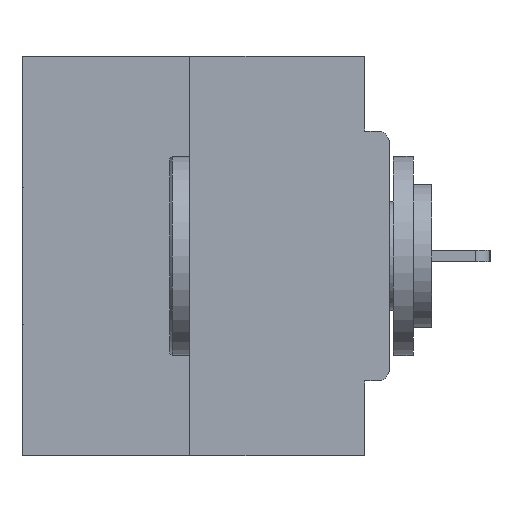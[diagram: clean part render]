
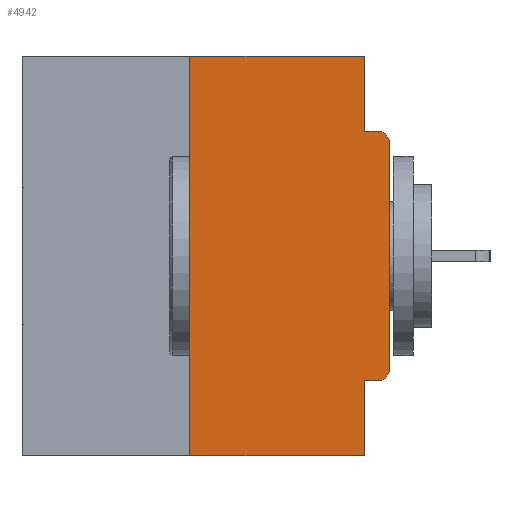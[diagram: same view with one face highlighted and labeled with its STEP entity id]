
A CAD part, left-side view. The second image highlights one B-rep face of the part: STEP entity #4942.
In plain terms, the highlighted planar face has unit normal (-1, 0, 0).
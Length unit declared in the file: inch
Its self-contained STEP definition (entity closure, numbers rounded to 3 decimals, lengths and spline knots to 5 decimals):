
#1732 = DIRECTION ( 'NONE',  ( 0., 0., -1. ) ) ;
#2504 = VECTOR ( 'NONE', #7324, 39.37008 ) ;
#2917 = EDGE_CURVE ( 'NONE', #9548, #4963, #5695, .T. ) ;
#3687 = DIRECTION ( 'NONE',  ( 1., 0., 0. ) ) ;
#3961 = CARTESIAN_POINT ( 'NONE',  ( 0., 0.015, -0.4065 ) ) ;
#4203 = DIRECTION ( 'NONE',  ( 0., 0., -1. ) ) ;
#4366 = ORIENTED_EDGE ( 'NONE', *, *, #5089, .F. ) ;
#4787 = EDGE_CURVE ( 'NONE', #24062, #26887, #28859, .T. ) ;
#4815 = DIRECTION ( 'NONE',  ( 0., 0., 1. ) ) ;
#4942 = ADVANCED_FACE ( 'NONE', ( #12202 ), #6990, .F. ) ;
#4963 = VERTEX_POINT ( 'NONE', #24831 ) ;
#5089 = EDGE_CURVE ( 'NONE', #4963, #11407, #28990, .T. ) ;
#5255 = CIRCLE ( 'NONE', #21436, 0.015 ) ;
#5299 = ORIENTED_EDGE ( 'NONE', *, *, #7573, .F. ) ;
#5515 = VECTOR ( 'NONE', #1732, 39.37008 ) ;
#5695 = LINE ( 'NONE', #7773, #28374 ) ;
#6494 = CARTESIAN_POINT ( 'NONE',  ( 0., 0.031, 0. ) ) ;
#6650 = CARTESIAN_POINT ( 'NONE',  ( 0., 0.46, 0. ) ) ;
#6990 = PLANE ( 'NONE',  #16470 ) ;
#7129 = DIRECTION ( 'NONE',  ( 0., 0., -1. ) ) ;
#7324 = DIRECTION ( 'NONE',  ( 0., 0., -1. ) ) ;
#7516 = ORIENTED_EDGE ( 'NONE', *, *, #17928, .T. ) ;
#7573 = EDGE_CURVE ( 'NONE', #32926, #13247, #31470, .T. ) ;
#7773 = CARTESIAN_POINT ( 'NONE',  ( 0., 0., -0.4065 ) ) ;
#7845 = DIRECTION ( 'NONE',  ( 0., -1., 0. ) ) ;
#7860 = ORIENTED_EDGE ( 'NONE', *, *, #27314, .T. ) ;
#8242 = CARTESIAN_POINT ( 'NONE',  ( 0., 0.015, -0.3915 ) ) ;
#8621 = VECTOR ( 'NONE', #7845, 39.37008 ) ;
#9057 = DIRECTION ( 'NONE',  ( 0., 0., -1. ) ) ;
#9292 = CARTESIAN_POINT ( 'NONE',  ( 0., 0.25, -0.5 ) ) ;
#9548 = VERTEX_POINT ( 'NONE', #3961 ) ;
#9988 = DIRECTION ( 'NONE',  ( 0., -1., 0. ) ) ;
#11407 = VERTEX_POINT ( 'NONE', #34165 ) ;
#11836 = DIRECTION ( 'NONE',  ( -1., 0., 0. ) ) ;
#12202 = FACE_OUTER_BOUND ( 'NONE', #32607, .T. ) ;
#12416 = CARTESIAN_POINT ( 'NONE',  ( 0., 0.25, 0. ) ) ;
#12637 = ORIENTED_EDGE ( 'NONE', *, *, #27543, .T. ) ;
#13247 = VERTEX_POINT ( 'NONE', #21472 ) ;
#15039 = CARTESIAN_POINT ( 'NONE',  ( 0., 0., -0.1085 ) ) ;
#15071 = ORIENTED_EDGE ( 'NONE', *, *, #4787, .F. ) ;
#15688 = EDGE_CURVE ( 'NONE', #26887, #19559, #17167, .T. ) ;
#15709 = ORIENTED_EDGE ( 'NONE', *, *, #2917, .F. ) ;
#15810 = DIRECTION ( 'NONE',  ( 0., 1., 0. ) ) ;
#16470 = AXIS2_PLACEMENT_3D ( 'NONE', #6650, #3687, #4203 ) ;
#17167 = LINE ( 'NONE', #19971, #24224 ) ;
#17254 = CARTESIAN_POINT ( 'NONE',  ( 0., 0.015, -0.1085 ) ) ;
#17859 = DIRECTION ( 'NONE',  ( 0., -1., 0. ) ) ;
#17928 = EDGE_CURVE ( 'NONE', #9548, #27688, #20907, .T. ) ;
#18642 = VECTOR ( 'NONE', #26588, 39.37008 ) ;
#19559 = VERTEX_POINT ( 'NONE', #26568 ) ;
#19971 = CARTESIAN_POINT ( 'NONE',  ( 0., 0.46, 0. ) ) ;
#20057 = DIRECTION ( 'NONE',  ( -1., 0., 0. ) ) ;
#20780 = CARTESIAN_POINT ( 'NONE',  ( 0., 0.031, -0.5 ) ) ;
#20858 = VECTOR ( 'NONE', #9988, 39.37008 ) ;
#20907 = CIRCLE ( 'NONE', #26491, 0.015 ) ;
#21060 = EDGE_CURVE ( 'NONE', #19559, #32926, #33747, .T. ) ;
#21436 = AXIS2_PLACEMENT_3D ( 'NONE', #17254, #20057, #7129 ) ;
#21472 = CARTESIAN_POINT ( 'NONE',  ( 0., 0.015, -0.0935 ) ) ;
#22971 = LINE ( 'NONE', #31382, #29368 ) ;
#23298 = LINE ( 'NONE', #33977, #20858 ) ;
#23425 = CARTESIAN_POINT ( 'NONE',  ( 0., 0., -0.0935 ) ) ;
#24062 = VERTEX_POINT ( 'NONE', #9292 ) ;
#24224 = VECTOR ( 'NONE', #17859, 39.37008 ) ;
#24831 = CARTESIAN_POINT ( 'NONE',  ( 0., 0.031, -0.4065 ) ) ;
#25182 = ORIENTED_EDGE ( 'NONE', *, *, #15688, .F. ) ;
#25381 = CARTESIAN_POINT ( 'NONE',  ( 0., 0.031, -0.0935 ) ) ;
#26173 = CARTESIAN_POINT ( 'NONE',  ( 0., 0., -0.3915 ) ) ;
#26491 = AXIS2_PLACEMENT_3D ( 'NONE', #8242, #11836, #9057 ) ;
#26568 = CARTESIAN_POINT ( 'NONE',  ( 0., 0.031, 0. ) ) ;
#26588 = DIRECTION ( 'NONE',  ( 0., 0., 1. ) ) ;
#26887 = VERTEX_POINT ( 'NONE', #29784 ) ;
#27179 = ORIENTED_EDGE ( 'NONE', *, *, #21060, .F. ) ;
#27314 = EDGE_CURVE ( 'NONE', #24062, #11407, #23298, .T. ) ;
#27543 = EDGE_CURVE ( 'NONE', #32904, #13247, #5255, .T. ) ;
#27688 = VERTEX_POINT ( 'NONE', #26173 ) ;
#28374 = VECTOR ( 'NONE', #15810, 39.37008 ) ;
#28859 = LINE ( 'NONE', #12416, #18642 ) ;
#28990 = LINE ( 'NONE', #20780, #2504 ) ;
#29368 = VECTOR ( 'NONE', #4815, 39.37008 ) ;
#29514 = EDGE_CURVE ( 'NONE', #27688, #32904, #22971, .T. ) ;
#29784 = CARTESIAN_POINT ( 'NONE',  ( 0., 0.25, 0. ) ) ;
#31179 = ORIENTED_EDGE ( 'NONE', *, *, #29514, .T. ) ;
#31382 = CARTESIAN_POINT ( 'NONE',  ( 0., 0., 0. ) ) ;
#31470 = LINE ( 'NONE', #23425, #8621 ) ;
#32607 = EDGE_LOOP ( 'NONE', ( #25182, #15071, #7860, #4366, #15709, #7516, #31179, #12637, #5299, #27179 ) ) ;
#32904 = VERTEX_POINT ( 'NONE', #15039 ) ;
#32926 = VERTEX_POINT ( 'NONE', #25381 ) ;
#33747 = LINE ( 'NONE', #6494, #5515 ) ;
#33977 = CARTESIAN_POINT ( 'NONE',  ( 0., 0.46, -0.5 ) ) ;
#34165 = CARTESIAN_POINT ( 'NONE',  ( 0., 0.031, -0.5 ) ) ;
